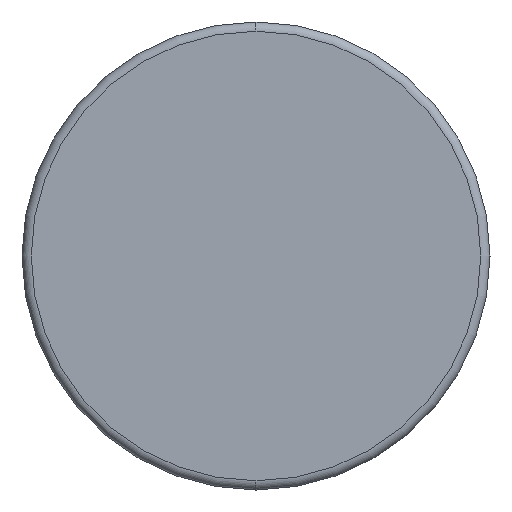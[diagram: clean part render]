
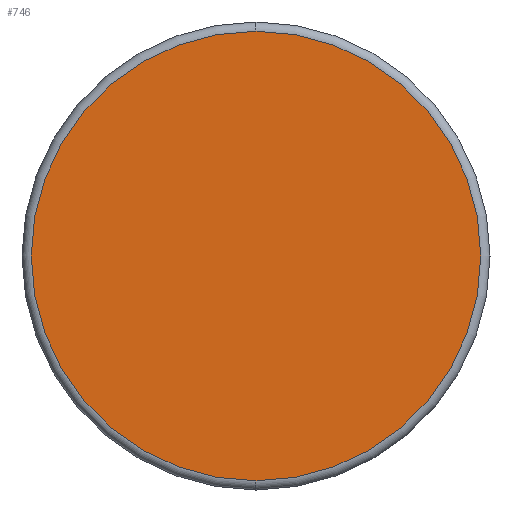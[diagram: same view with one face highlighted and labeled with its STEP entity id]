
A CAD part, left-side view. The second image highlights one B-rep face of the part: STEP entity #746.
In plain terms, the highlighted planar face has unit normal (-1, 0, 0).
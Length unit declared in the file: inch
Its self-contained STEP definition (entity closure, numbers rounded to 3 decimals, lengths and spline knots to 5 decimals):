
#595=CARTESIAN_POINT('',(-0.39,0.,0.));
#596=DIRECTION('',(-1.,0.,0.));
#597=DIRECTION('',(0.,0.,-1.));
#598=AXIS2_PLACEMENT_3D('',#595,#596,#597);
#600=CARTESIAN_POINT('',(-0.39,0.,0.));
#601=DIRECTION('',(1.,0.,0.));
#602=DIRECTION('',(0.,0.,-1.));
#603=AXIS2_PLACEMENT_3D('',#600,#601,#602);
#621=CARTESIAN_POINT('',(-0.39,0.,-0.242));
#622=VERTEX_POINT('',#621);
#623=CARTESIAN_POINT('',(-0.39,0.,0.242));
#624=VERTEX_POINT('',#623);
#737=CARTESIAN_POINT('',(-0.39,0.,0.));
#738=DIRECTION('',(1.,0.,0.));
#739=DIRECTION('',(0.,0.,1.));
#740=AXIS2_PLACEMENT_3D('',#737,#738,#739);
#741=PLANE('',#740);
#742=ORIENTED_EDGE('',*,*,#730,.F.);
#743=ORIENTED_EDGE('',*,*,#719,.T.);
#744=EDGE_LOOP('',(#742,#743));
#745=FACE_OUTER_BOUND('',#744,.F.);
#599=CIRCLE('',#598,0.242);
#604=CIRCLE('',#603,0.242);
#719=EDGE_CURVE('',#622,#624,#604,.T.);
#730=EDGE_CURVE('',#622,#624,#599,.T.);
#746=ADVANCED_FACE('',(#745),#741,.F.);
